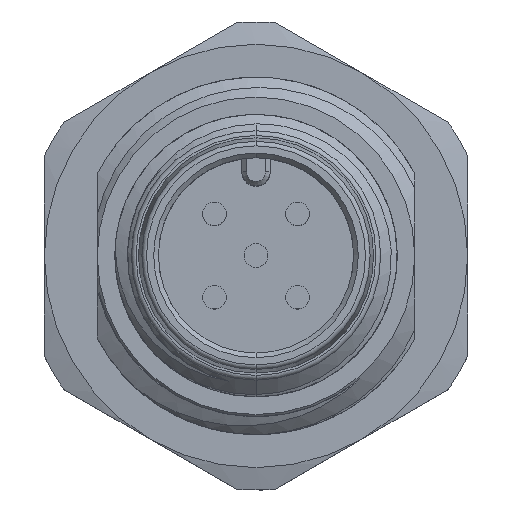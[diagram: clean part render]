
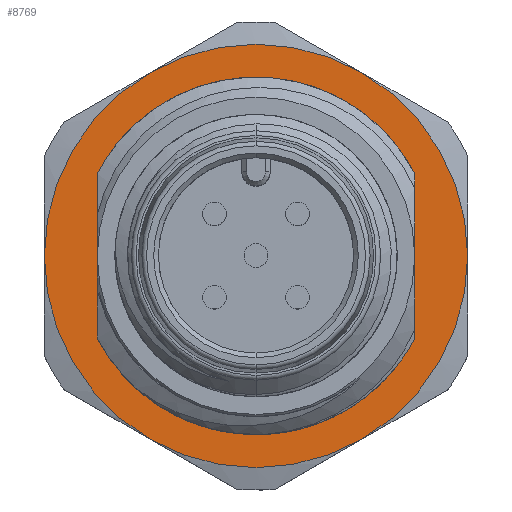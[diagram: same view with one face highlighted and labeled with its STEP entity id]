
A CAD part, top view. The second image highlights one B-rep face of the part: STEP entity #8769.
In plain terms, the highlighted planar face has unit normal (0, 0, 1).
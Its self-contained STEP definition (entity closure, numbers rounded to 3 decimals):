
#2698=DIRECTION('',(0.,1.,0.));
#2699=VECTOR('',#2698,4.912);
#2700=CARTESIAN_POINT('',(-6.75,-2.852,-13.2));
#2701=LINE('',#2700,#2699);
#2705=CARTESIAN_POINT('',(0.,0.,-13.2));
#2706=DIRECTION('',(0.,0.,-1.));
#2707=DIRECTION('',(0.5,0.866,0.));
#2708=AXIS2_PLACEMENT_3D('',#2705,#2706,#2707);
#2713=CARTESIAN_POINT('',(0.,0.,-13.2));
#2714=DIRECTION('',(0.,0.,-1.));
#2715=DIRECTION('',(1.,0.,0.));
#2716=AXIS2_PLACEMENT_3D('',#2713,#2714,#2715);
#2721=CARTESIAN_POINT('',(0.,0.,-13.2));
#2722=DIRECTION('',(0.,0.,-1.));
#2723=DIRECTION('',(-0.5,-0.866,0.));
#2724=AXIS2_PLACEMENT_3D('',#2721,#2722,#2723);
#2729=CARTESIAN_POINT('',(0.,0.,-13.2));
#2730=DIRECTION('',(0.,0.,-1.));
#2731=DIRECTION('',(-1.,0.,0.));
#2732=AXIS2_PLACEMENT_3D('',#2729,#2730,#2731);
#2858=CARTESIAN_POINT('',(0.,0.,-13.2));
#2859=DIRECTION('',(0.,0.,-1.));
#2860=DIRECTION('',(0.31,-0.951,0.));
#2861=AXIS2_PLACEMENT_3D('',#2858,#2859,#2860);
#2916=CARTESIAN_POINT('',(5.196,4.443,-13.2));
#2917=CARTESIAN_POINT('',(5.312,4.323,-13.2));
#2918=CARTESIAN_POINT('',(5.533,4.074,-13.2));
#2919=CARTESIAN_POINT('',(5.839,3.675,-13.2));
#2920=CARTESIAN_POINT('',(6.115,3.255,-13.2));
#2921=CARTESIAN_POINT('',(6.362,2.814,-13.2));
#2922=CARTESIAN_POINT('',(6.575,2.355,-13.2));
#2923=CARTESIAN_POINT('',(6.696,2.039,-13.2));
#2924=CARTESIAN_POINT('',(6.75,1.878,-13.2));
#2955=CARTESIAN_POINT('',(6.75,-2.668,-13.2));
#2956=CARTESIAN_POINT('',(6.688,-2.853,-13.2));
#2957=CARTESIAN_POINT('',(6.549,-3.218,-13.2));
#2958=CARTESIAN_POINT('',(6.297,-3.749,-13.2));
#2959=CARTESIAN_POINT('',(6.001,-4.26,-13.2));
#2960=CARTESIAN_POINT('',(5.665,-4.746,-13.2));
#2961=CARTESIAN_POINT('',(5.29,-5.206,-13.2));
#2962=CARTESIAN_POINT('',(4.877,-5.636,-13.2));
#2963=CARTESIAN_POINT('',(4.431,-6.032,-13.2));
#2964=CARTESIAN_POINT('',(3.951,-6.393,-13.2));
#2965=CARTESIAN_POINT('',(3.444,-6.714,-13.2));
#2966=CARTESIAN_POINT('',(2.911,-6.996,-13.2));
#2967=CARTESIAN_POINT('',(2.541,-7.154,-13.2));
#2968=CARTESIAN_POINT('',(2.353,-7.227,-13.2));
#2983=DIRECTION('',(0.,-1.,0.));
#2984=VECTOR('',#2983,4.546);
#2985=CARTESIAN_POINT('',(6.75,1.878,-13.2));
#2986=LINE('',#2985,#2984);
#3107=CARTESIAN_POINT('',(-3.447,-6.774,-13.2));
#3108=CARTESIAN_POINT('',(-3.617,-6.676,-13.2));
#3109=CARTESIAN_POINT('',(-3.949,-6.467,-13.2));
#3110=CARTESIAN_POINT('',(-4.421,-6.117,-13.2));
#3111=CARTESIAN_POINT('',(-4.862,-5.733,-13.2));
#3112=CARTESIAN_POINT('',(-5.272,-5.316,-13.2));
#3113=CARTESIAN_POINT('',(-5.646,-4.871,-13.2));
#3114=CARTESIAN_POINT('',(-5.984,-4.398,-13.2));
#3115=CARTESIAN_POINT('',(-6.282,-3.903,-13.2));
#3116=CARTESIAN_POINT('',(-6.541,-3.387,-13.2));
#3117=CARTESIAN_POINT('',(-6.685,-3.032,-13.2));
#3118=CARTESIAN_POINT('',(-6.75,-2.852,-13.2));
#3428=CARTESIAN_POINT('',(-4.443,5.196,-13.2));
#3429=CARTESIAN_POINT('',(-4.3,5.319,-13.2));
#3430=CARTESIAN_POINT('',(-4.004,5.551,-13.2));
#3431=CARTESIAN_POINT('',(-3.532,5.863,-13.2));
#3432=CARTESIAN_POINT('',(-3.035,6.135,-13.2));
#3433=CARTESIAN_POINT('',(-2.519,6.364,-13.2));
#3434=CARTESIAN_POINT('',(-1.985,6.55,-13.2));
#3435=CARTESIAN_POINT('',(-1.437,6.692,-13.2));
#3436=CARTESIAN_POINT('',(-0.88,6.788,-13.2));
#3437=CARTESIAN_POINT('',(-0.317,6.837,-13.2));
#3438=CARTESIAN_POINT('',(0.249,6.84,-13.2));
#3439=CARTESIAN_POINT('',(0.812,6.796,-13.2));
#3440=CARTESIAN_POINT('',(1.371,6.706,-13.2));
#3441=CARTESIAN_POINT('',(1.919,6.57,-13.2));
#3442=CARTESIAN_POINT('',(2.456,6.389,-13.2));
#3443=CARTESIAN_POINT('',(2.975,6.164,-13.2));
#3444=CARTESIAN_POINT('',(3.473,5.898,-13.2));
#3445=CARTESIAN_POINT('',(3.949,5.591,-13.2));
#3446=CARTESIAN_POINT('',(4.396,5.246,-13.2));
#3447=CARTESIAN_POINT('',(4.816,4.864,-13.2));
#3448=CARTESIAN_POINT('',(5.073,4.587,-13.2));
#3449=CARTESIAN_POINT('',(5.196,4.443,-13.2));
#3495=CARTESIAN_POINT('',(-6.75,2.06,-13.2));
#3496=CARTESIAN_POINT('',(-6.684,2.241,-13.2));
#3497=CARTESIAN_POINT('',(-6.537,2.595,-13.2));
#3498=CARTESIAN_POINT('',(-6.278,3.1,-13.2));
#3499=CARTESIAN_POINT('',(-5.982,3.578,-13.2));
#3500=CARTESIAN_POINT('',(-5.649,4.03,-13.2));
#3501=CARTESIAN_POINT('',(-5.281,4.453,-13.2));
#3502=CARTESIAN_POINT('',(-4.879,4.845,-13.2));
#3503=CARTESIAN_POINT('',(-4.592,5.083,-13.2));
#3504=CARTESIAN_POINT('',(-4.443,5.196,-13.2));
#3544=CARTESIAN_POINT('',(0.,0.,-13.2));
#3545=DIRECTION('',(0.,0.,1.));
#3546=DIRECTION('',(0.5,0.866,0.));
#3547=AXIS2_PLACEMENT_3D('',#3544,#3545,#3546);
#3951=CARTESIAN_POINT('',(0.,0.,-13.2));
#3952=DIRECTION('',(0.,0.,1.));
#3953=DIRECTION('',(-0.5,-0.866,0.));
#3954=AXIS2_PLACEMENT_3D('',#3951,#3952,#3953);
#6064=CARTESIAN_POINT('',(2.353,-7.227,-13.2));
#6065=CARTESIAN_POINT('',(-3.447,-6.774,-13.2));
#6066=VERTEX_POINT('',#6064);
#6067=VERTEX_POINT('',#6065);
#6068=CARTESIAN_POINT('',(-6.75,-2.852,-13.2));
#6069=CARTESIAN_POINT('',(-6.75,2.06,-13.2));
#6070=VERTEX_POINT('',#6068);
#6071=VERTEX_POINT('',#6069);
#6072=CARTESIAN_POINT('',(6.75,1.878,-13.2));
#6073=CARTESIAN_POINT('',(6.75,-2.668,-13.2));
#6074=VERTEX_POINT('',#6072);
#6075=VERTEX_POINT('',#6073);
#6088=CARTESIAN_POINT('',(4.5,7.794,-13.2));
#6089=CARTESIAN_POINT('',(9.,0.,-13.2));
#6090=VERTEX_POINT('',#6088);
#6091=VERTEX_POINT('',#6089);
#6092=CARTESIAN_POINT('',(4.5,-7.794,-13.2));
#6093=VERTEX_POINT('',#6092);
#6094=CARTESIAN_POINT('',(-4.5,-7.794,-13.2));
#6095=CARTESIAN_POINT('',(-9.,0.,-13.2));
#6096=VERTEX_POINT('',#6094);
#6097=VERTEX_POINT('',#6095);
#6098=CARTESIAN_POINT('',(-4.5,7.794,-13.2));
#6099=VERTEX_POINT('',#6098);
#6141=VERTEX_POINT('',#2916);
#6142=VERTEX_POINT('',#3428);
#8733=CARTESIAN_POINT('',(0.,0.,-13.2));
#8734=DIRECTION('',(0.,0.,1.));
#8735=DIRECTION('',(1.,0.,0.));
#8736=AXIS2_PLACEMENT_3D('',#8733,#8734,#8735);
#8737=PLANE('',#8736);
#8739=ORIENTED_EDGE('',*,*,#8738,.F.);
#8741=ORIENTED_EDGE('',*,*,#8740,.T.);
#8743=ORIENTED_EDGE('',*,*,#8742,.T.);
#8745=ORIENTED_EDGE('',*,*,#8744,.F.);
#8747=ORIENTED_EDGE('',*,*,#8746,.T.);
#8749=ORIENTED_EDGE('',*,*,#8748,.T.);
#8750=EDGE_LOOP('',(#8739,#8741,#8743,#8745,#8747,#8749));
#8751=FACE_OUTER_BOUND('',#8750,.F.);
#8753=ORIENTED_EDGE('',*,*,#8752,.F.);
#8755=ORIENTED_EDGE('',*,*,#8754,.F.);
#8757=ORIENTED_EDGE('',*,*,#8756,.F.);
#8759=ORIENTED_EDGE('',*,*,#8758,.F.);
#8761=ORIENTED_EDGE('',*,*,#8760,.F.);
#8763=ORIENTED_EDGE('',*,*,#8762,.F.);
#8764=ORIENTED_EDGE('',*,*,#8700,.F.);
#8766=ORIENTED_EDGE('',*,*,#8765,.F.);
#8767=EDGE_LOOP('',(#8753,#8755,#8757,#8759,#8761,#8763,#8764,#8766));
#8768=FACE_BOUND('',#8767,.F.);
#2709=CIRCLE('',#2708,9.);
#2717=CIRCLE('',#2716,9.);
#2725=CIRCLE('',#2724,9.);
#2733=CIRCLE('',#2732,9.);
#2862=CIRCLE('',#2861,7.6);
#2925=B_SPLINE_CURVE_WITH_KNOTS('',3,(#2916,#2917,#2918,#2919,#2920,#2921,#2922,
#2923,#2924),.UNSPECIFIED.,.F.,.F.,(4,1,1,1,1,1,4),(0.,0.167,
0.333,0.5,0.667,0.833,1.),
.UNSPECIFIED.);
#2969=B_SPLINE_CURVE_WITH_KNOTS('',3,(#2955,#2956,#2957,#2958,#2959,#2960,#2961,
#2962,#2963,#2964,#2965,#2966,#2967,#2968),.UNSPECIFIED.,.F.,.F.,(4,1,1,1,1,1,1,
1,1,1,1,4),(0.,0.091,0.182,0.273,
0.364,0.455,0.545,0.636,
0.727,0.818,0.909,1.),.UNSPECIFIED.);
#3119=B_SPLINE_CURVE_WITH_KNOTS('',3,(#3107,#3108,#3109,#3110,#3111,#3112,#3113,
#3114,#3115,#3116,#3117,#3118),.UNSPECIFIED.,.F.,.F.,(4,1,1,1,1,1,1,1,1,4),
(0.,0.111,0.222,0.333,0.444,
0.556,0.667,0.778,0.889,1.),
.UNSPECIFIED.);
#3450=B_SPLINE_CURVE_WITH_KNOTS('',3,(#3428,#3429,#3430,#3431,#3432,#3433,#3434,
#3435,#3436,#3437,#3438,#3439,#3440,#3441,#3442,#3443,#3444,#3445,#3446,#3447,
#3448,#3449),.UNSPECIFIED.,.F.,.F.,(4,1,1,1,1,1,1,1,1,1,1,1,1,1,1,1,1,1,1,4),(
0.,0.053,0.105,0.158,0.211,
0.263,0.316,0.368,0.421,
0.474,0.526,0.579,0.632,
0.684,0.737,0.789,0.842,
0.895,0.947,1.),.UNSPECIFIED.);
#3505=B_SPLINE_CURVE_WITH_KNOTS('',3,(#3495,#3496,#3497,#3498,#3499,#3500,#3501,
#3502,#3503,#3504),.UNSPECIFIED.,.F.,.F.,(4,1,1,1,1,1,1,4),(0.,
0.143,0.286,0.429,0.571,
0.714,0.857,1.),.UNSPECIFIED.);
#3548=CIRCLE('',#3547,9.);
#3955=CIRCLE('',#3954,9.);
#8700=EDGE_CURVE('',#6070,#6071,#2701,.T.);
#8738=EDGE_CURVE('',#6090,#6099,#3548,.T.);
#8740=EDGE_CURVE('',#6090,#6091,#2709,.T.);
#8742=EDGE_CURVE('',#6091,#6093,#2717,.T.);
#8744=EDGE_CURVE('',#6096,#6093,#3955,.T.);
#8746=EDGE_CURVE('',#6096,#6097,#2725,.T.);
#8748=EDGE_CURVE('',#6097,#6099,#2733,.T.);
#8752=EDGE_CURVE('',#6066,#6067,#2862,.T.);
#8754=EDGE_CURVE('',#6075,#6066,#2969,.T.);
#8756=EDGE_CURVE('',#6074,#6075,#2986,.T.);
#8758=EDGE_CURVE('',#6141,#6074,#2925,.T.);
#8760=EDGE_CURVE('',#6142,#6141,#3450,.T.);
#8762=EDGE_CURVE('',#6071,#6142,#3505,.T.);
#8765=EDGE_CURVE('',#6067,#6070,#3119,.T.);
#8769=ADVANCED_FACE('',(#8751,#8768),#8737,.T.);
